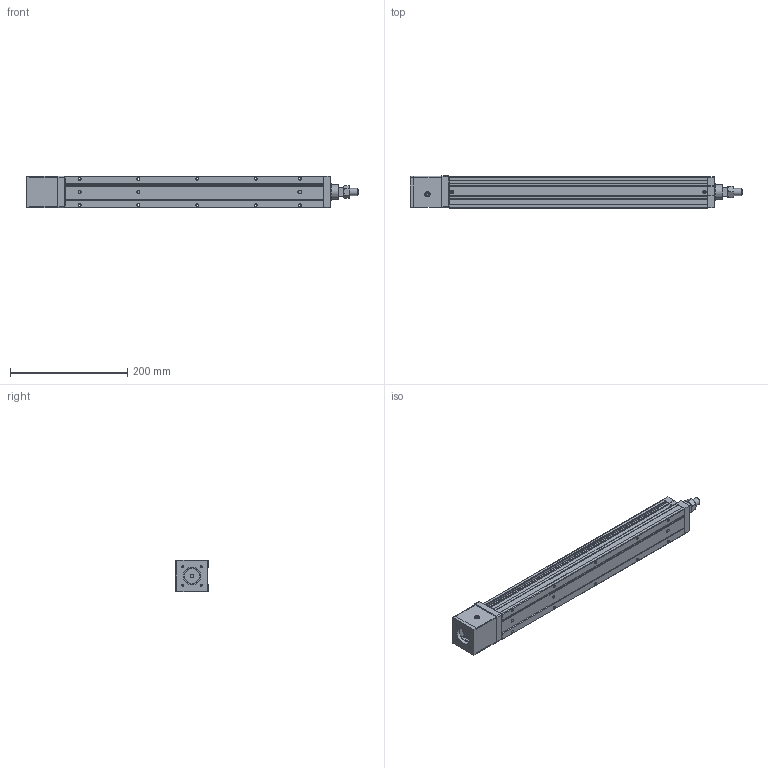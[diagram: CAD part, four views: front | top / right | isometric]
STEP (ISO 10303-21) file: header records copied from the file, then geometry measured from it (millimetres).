
FILE_DESCRIPTION(/* description */ ('STEP AP214'),/* implementation_level */ '2;1');
FILE_NAME(/* name */ 'EBR-05LE-00-100300NNN-AANN-FP1(0)',/* time_stamp */ '2025-06-06T04:05:48+02:00',/* author */ ('License CC BY-ND 4.0'),/* organization */ ('CADENAS'),/* preprocessor_version */ 'ST-DEVELOPER v19.3',/* originating_system */ 'PARTsolutions',/* authorisation */ ' ');
FILE_SCHEMA (('AUTOMOTIVE_DESIGN {1 0 10303 214 3 1 1}'));
Length unit declared in the file: millimetre
Products named in the file (8): EBR-05LE-00-100300NNN-AANN-FP1(0); EBR-05-02-300-BC-M10-C3-0001(0)_body; EBR-05_1 02-1; EBR-05-02-300-BC-M10-C3-0001(0)_4; EBS-05.-BCA10_body6; EBS-05-BCA10_body5; EBR(0)_rod 02 300 BC; EBR-05-02-300-BC-M10-C3-0001(0)_nut
Assembly tree (7 placements, depth 2):
  EBR-05LE-00-100300NNN-AANN-FP1(0)
    EBR-05-02-300-BC-M10-C3-0001(0)_body
    EBR-05_1 02-1
    EBR-05-02-300-BC-M10-C3-0001(0)_4
    EBS-05.-BCA10_body6
    EBS-05-BCA10_body5
    EBR(0)_rod 02 300 BC
    EBR-05-02-300-BC-M10-C3-0001(0)_nut
Bounding box: 565.5 x 55.4 x 54 mm (x, y, z)
Volume: 1109955.4 mm3; surface area: 229527.1 mm2
Topology: 7 solids, 7 shells, 400 faces, 973 edges, 629 vertices
Faces by surface type: plane 242, cylinder 115, cone 39, torus 4
Full cylindrical faces by diameter (mm): 3.242 x4, 3.5 x4, 3.6 x6, 4.4 x10, 5 x2, 5.5 x4, 5.7 x4, 6 x5, 7 x1, 8 x2, 9 x2, 10.106 x1, 12 x1, 24 x2, 26 x1, 28 x3, 30 x1
Entity records: 11457 total; most frequent: CARTESIAN_POINT 1990, DIRECTION 1968, ORIENTED_EDGE 1750, EDGE_CURVE 875, AXIS2_PLACEMENT_3D 713, VERTEX_POINT 619, FACE_BOUND 560, EDGE_LOOP 556
